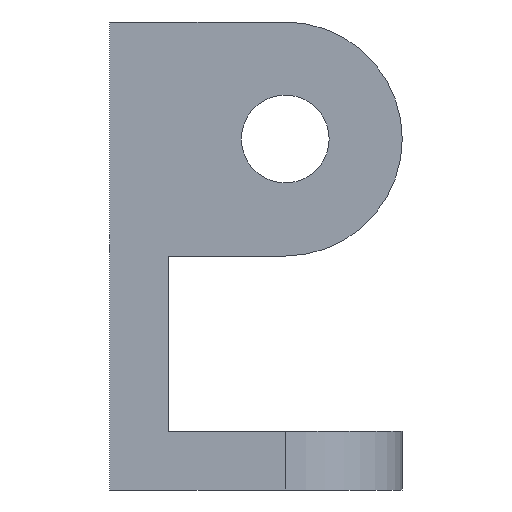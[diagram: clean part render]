
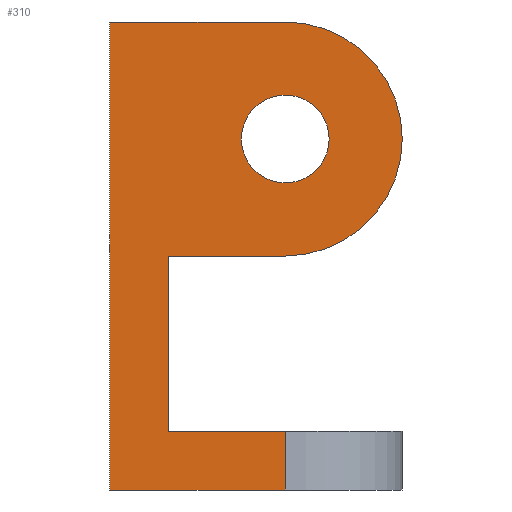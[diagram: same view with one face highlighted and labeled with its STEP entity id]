
A CAD part, left-side view. The second image highlights one B-rep face of the part: STEP entity #310.
In plain terms, the highlighted planar face has unit normal (-1, 0, 0).
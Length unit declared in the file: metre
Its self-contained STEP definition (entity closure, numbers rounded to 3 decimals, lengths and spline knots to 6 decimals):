
#18=CIRCLE('',#341,0.0075);
#19=CIRCLE('',#342,0.02);
#38=ORIENTED_EDGE('',*,*,#122,.T.);
#39=ORIENTED_EDGE('',*,*,#123,.F.);
#40=ORIENTED_EDGE('',*,*,#124,.T.);
#41=ORIENTED_EDGE('',*,*,#125,.T.);
#42=ORIENTED_EDGE('',*,*,#114,.F.);
#43=ORIENTED_EDGE('',*,*,#126,.F.);
#44=ORIENTED_EDGE('',*,*,#127,.T.);
#45=ORIENTED_EDGE('',*,*,#128,.T.);
#46=ORIENTED_EDGE('',*,*,#129,.T.);
#114=EDGE_CURVE('',#156,#157,#186,.T.);
#122=EDGE_CURVE('',#164,#164,#18,.T.);
#123=EDGE_CURVE('',#165,#166,#194,.T.);
#124=EDGE_CURVE('',#165,#167,#195,.F.);
#125=EDGE_CURVE('',#167,#157,#196,.T.);
#126=EDGE_CURVE('',#168,#156,#197,.T.);
#127=EDGE_CURVE('',#168,#169,#19,.F.);
#128=EDGE_CURVE('',#169,#170,#198,.T.);
#129=EDGE_CURVE('',#170,#166,#199,.T.);
#156=VERTEX_POINT('',#461);
#157=VERTEX_POINT('',#462);
#164=VERTEX_POINT('',#478);
#165=VERTEX_POINT('',#480);
#166=VERTEX_POINT('',#481);
#167=VERTEX_POINT('',#483);
#168=VERTEX_POINT('',#486);
#169=VERTEX_POINT('',#488);
#170=VERTEX_POINT('',#490);
#186=LINE('',#460,#216);
#194=LINE('',#479,#224);
#195=LINE('',#482,#225);
#196=LINE('',#484,#226);
#197=LINE('',#485,#227);
#198=LINE('',#489,#228);
#199=LINE('',#491,#229);
#216=VECTOR('',#372,1.);
#224=VECTOR('',#384,1.);
#225=VECTOR('',#385,1.);
#226=VECTOR('',#386,1.);
#227=VECTOR('',#387,1.);
#228=VECTOR('',#390,1.);
#229=VECTOR('',#391,1.);
#247=EDGE_LOOP('',(#38));
#248=EDGE_LOOP('',(#39,#40,#41,#42,#43,#44,#45,#46));
#273=FACE_BOUND('',#247,.T.);
#274=FACE_BOUND('',#248,.T.);
#299=PLANE('',#340);
#310=ADVANCED_FACE('',(#273,#274),#299,.F.);
#340=AXIS2_PLACEMENT_3D('',#476,#380,#381);
#341=AXIS2_PLACEMENT_3D('',#477,#382,#383);
#342=AXIS2_PLACEMENT_3D('',#487,#388,#389);
#372=DIRECTION('',(0.,0.,-1.));
#380=DIRECTION('',(1.,0.,0.));
#381=DIRECTION('',(0.,0.,-1.));
#382=DIRECTION('',(1.,0.,0.));
#383=DIRECTION('',(0.,0.,-1.));
#384=DIRECTION('',(0.,1.,0.));
#385=DIRECTION('',(0.,0.,-1.));
#386=DIRECTION('',(0.,1.,0.));
#387=DIRECTION('',(0.,1.,0.));
#388=DIRECTION('',(1.,0.,0.));
#389=DIRECTION('',(0.,0.,-1.));
#390=DIRECTION('',(0.,1.,0.));
#391=DIRECTION('',(0.,0.,-1.));
#460=CARTESIAN_POINT('',(0.,-0.01,0.04));
#461=CARTESIAN_POINT('',(0.,-0.01,0.04));
#462=CARTESIAN_POINT('',(0.,-0.01,0.01));
#476=CARTESIAN_POINT('',(0.,-0.01,0.04));
#477=CARTESIAN_POINT('',(0.,-0.03,0.06));
#478=CARTESIAN_POINT('',(0.,-0.03,0.0525));
#479=CARTESIAN_POINT('',(0.,-0.01,0.));
#480=CARTESIAN_POINT('',(0.,-0.03,0.));
#481=CARTESIAN_POINT('',(0.,0.,0.));
#482=CARTESIAN_POINT('',(0.,-0.03,0.01));
#483=CARTESIAN_POINT('',(0.,-0.03,0.01));
#484=CARTESIAN_POINT('',(0.,-0.05,0.01));
#485=CARTESIAN_POINT('',(0.,-0.05,0.04));
#486=CARTESIAN_POINT('',(0.,-0.03,0.04));
#487=CARTESIAN_POINT('',(0.,-0.03,0.06));
#488=CARTESIAN_POINT('',(0.,-0.03,0.08));
#489=CARTESIAN_POINT('',(0.,-0.01,0.08));
#490=CARTESIAN_POINT('',(0.,0.,0.08));
#491=CARTESIAN_POINT('',(0.,0.,0.04));
